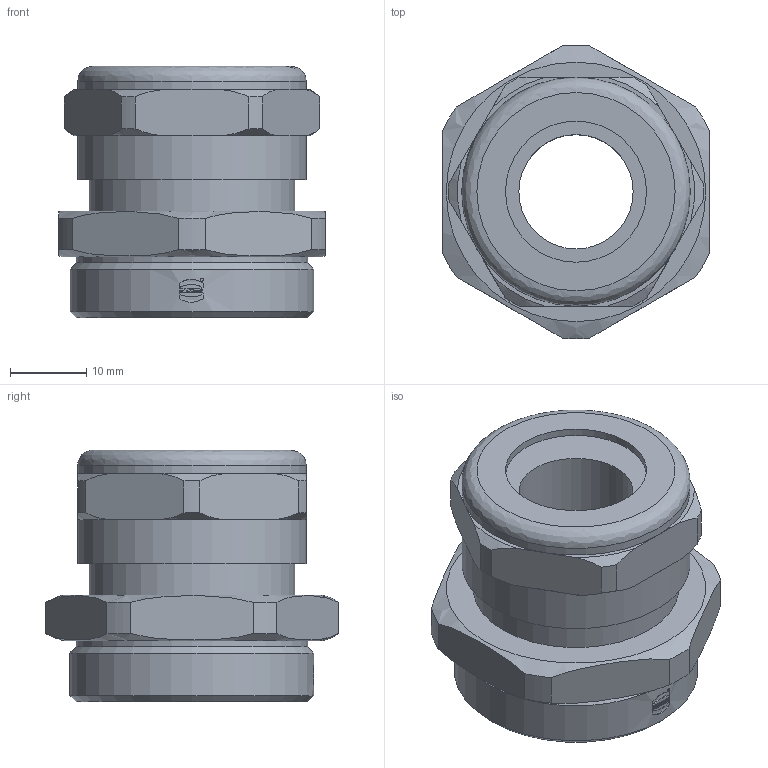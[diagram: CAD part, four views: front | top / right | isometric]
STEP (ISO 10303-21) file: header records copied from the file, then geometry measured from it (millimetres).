
FILE_DESCRIPTION(/* description */ (''),/* implementation_level */ '2;1');
FILE_NAME(/* name */ '100109319ugm000_d.stp',/* time_stamp */ '2019-01-23T16:44:39+01:00',/* author */ (''),/* organization */ (''),/* preprocessor_version */ 'ST-DEVELOPER v16.7',/* originating_system */ 'SIEMENS PLM Software NX 12.0',/* authorisation */ '');
FILE_SCHEMA (('AUTOMOTIVE_DESIGN { 1 0 10303 214 3 1 1 1 }'));
Length unit declared in the file: millimetre
Products named in the file (1): 100109319ugm000_d
Bounding box: 35 x 38.49 x 33 mm (x, y, z)
Volume: 17152.1 mm3; surface area: 8224.9 mm2
Topology: 1 solids, 1 shells, 159 faces, 491 edges, 446 vertices
Faces by surface type: plane 93, cylinder 42, bspline 16, cone 5, extrusion 2, torus 1
Full cylindrical faces by diameter (mm): 0.404 x1, 15 x1, 16.3 x2, 18.5 x1, 21.3 x1, 21.4 x2, 23.3 x1, 27 x2, 30 x2, 30.4 x1, 32 x1
Entity records: 7316 total; most frequent: CARTESIAN_POINT 2330, DIRECTION 828, ORIENTED_EDGE 724, EDGE_CURVE 362, AXIS2_PLACEMENT_3D 298, VERTEX_POINT 250, VECTOR 232, LINE 230
